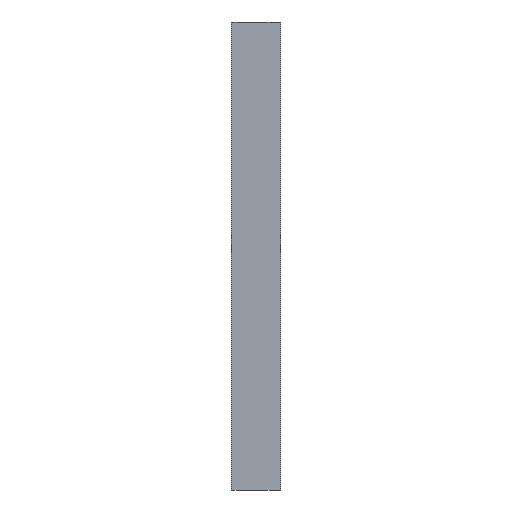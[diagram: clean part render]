
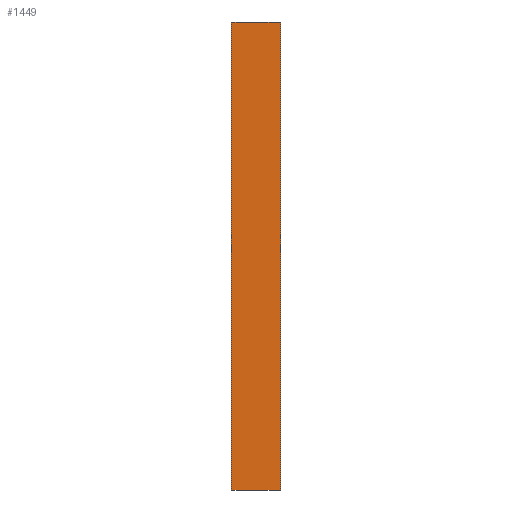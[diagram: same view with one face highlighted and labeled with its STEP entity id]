
A CAD part, left-side view. The second image highlights one B-rep face of the part: STEP entity #1449.
In plain terms, the highlighted planar face has unit normal (-1, 0, 0).
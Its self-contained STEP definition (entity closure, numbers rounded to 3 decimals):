
#4 = EDGE_CURVE ( 'NONE', #220, #940, #1623, .T. ) ;
#63 = CARTESIAN_POINT ( 'NONE',  ( -20.5, 0., 0. ) ) ;
#80 = ORIENTED_EDGE ( 'NONE', *, *, #284, .T. ) ;
#152 = CARTESIAN_POINT ( 'NONE',  ( -20.5, 18.5, 200. ) ) ;
#160 = VECTOR ( 'NONE', #821, 1000. ) ;
#220 = VERTEX_POINT ( 'NONE', #1836 ) ;
#247 = ORIENTED_EDGE ( 'NONE', *, *, #961, .T. ) ;
#252 = DIRECTION ( 'NONE',  ( 0., 1., 0. ) ) ;
#263 = CARTESIAN_POINT ( 'NONE',  ( -20.5, 4.5, 200. ) ) ;
#264 = DIRECTION ( 'NONE',  ( 0., 0., -1. ) ) ;
#284 = EDGE_CURVE ( 'NONE', #1077, #220, #1871, .T. ) ;
#288 = FACE_OUTER_BOUND ( 'NONE', #675, .T. ) ;
#316 = VECTOR ( 'NONE', #2054, 1000. ) ;
#336 = EDGE_CURVE ( 'NONE', #1077, #1974, #1553, .T. ) ;
#349 = VERTEX_POINT ( 'NONE', #1579 ) ;
#392 = CARTESIAN_POINT ( 'NONE',  ( -20.5, 4.5, 200. ) ) ;
#431 = VERTEX_POINT ( 'NONE', #772 ) ;
#448 = ORIENTED_EDGE ( 'NONE', *, *, #1201, .F. ) ;
#461 = LINE ( 'NONE', #521, #160 ) ;
#521 = CARTESIAN_POINT ( 'NONE',  ( -20.5, 0., 200. ) ) ;
#542 = DIRECTION ( 'NONE',  ( 0., -1., 0. ) ) ;
#566 = CARTESIAN_POINT ( 'NONE',  ( -20.5, 4.5, 200. ) ) ;
#585 = ORIENTED_EDGE ( 'NONE', *, *, #773, .F. ) ;
#602 = VECTOR ( 'NONE', #812, 1000. ) ;
#644 = DIRECTION ( 'NONE',  ( 0., -1., 0. ) ) ;
#646 = EDGE_CURVE ( 'NONE', #349, #431, #953, .T. ) ;
#648 = VECTOR ( 'NONE', #252, 1000. ) ;
#656 = ORIENTED_EDGE ( 'NONE', *, *, #745, .F. ) ;
#675 = EDGE_LOOP ( 'NONE', ( #247, #1999, #448, #585, #1759, #80, #1019, #656 ) ) ;
#745 = EDGE_CURVE ( 'NONE', #2064, #940, #2039, .T. ) ;
#772 = CARTESIAN_POINT ( 'NONE',  ( -20.5, 0., 0. ) ) ;
#773 = EDGE_CURVE ( 'NONE', #1974, #1296, #1989, .T. ) ;
#812 = DIRECTION ( 'NONE',  ( 0., 0., -1. ) ) ;
#821 = DIRECTION ( 'NONE',  ( 0., 0., -1. ) ) ;
#921 = DIRECTION ( 'NONE',  ( 1., 0., 0. ) ) ;
#940 = VERTEX_POINT ( 'NONE', #1578 ) ;
#953 = LINE ( 'NONE', #63, #2014 ) ;
#961 = EDGE_CURVE ( 'NONE', #2064, #349, #2061, .T. ) ;
#1008 = VECTOR ( 'NONE', #2010, 1000. ) ;
#1019 = ORIENTED_EDGE ( 'NONE', *, *, #4, .T. ) ;
#1022 = CARTESIAN_POINT ( 'NONE',  ( -20.5, 0., 200. ) ) ;
#1077 = VERTEX_POINT ( 'NONE', #152 ) ;
#1201 = EDGE_CURVE ( 'NONE', #1296, #431, #461, .T. ) ;
#1235 = CARTESIAN_POINT ( 'NONE',  ( -20.5, 21., 200. ) ) ;
#1245 = CARTESIAN_POINT ( 'NONE',  ( -20.5, 4.5, 200. ) ) ;
#1296 = VERTEX_POINT ( 'NONE', #1022 ) ;
#1311 = CARTESIAN_POINT ( 'NONE',  ( -20.5, 21., 200. ) ) ;
#1385 = CARTESIAN_POINT ( 'NONE',  ( -20.5, 18.5, 0. ) ) ;
#1449 = ADVANCED_FACE ( 'NONE', ( #288 ), #1547, .F. ) ;
#1504 = AXIS2_PLACEMENT_3D ( 'NONE', #1245, #921, #264 ) ;
#1547 = PLANE ( 'NONE',  #1504 ) ;
#1553 = LINE ( 'NONE', #263, #316 ) ;
#1578 = CARTESIAN_POINT ( 'NONE',  ( -20.5, 21., 0. ) ) ;
#1579 = CARTESIAN_POINT ( 'NONE',  ( -20.5, 4.5, 0. ) ) ;
#1617 = VECTOR ( 'NONE', #1824, 1000. ) ;
#1623 = LINE ( 'NONE', #1311, #602 ) ;
#1672 = CARTESIAN_POINT ( 'NONE',  ( -20.5, 4.5, 0. ) ) ;
#1759 = ORIENTED_EDGE ( 'NONE', *, *, #336, .F. ) ;
#1824 = DIRECTION ( 'NONE',  ( 0., 1., 0. ) ) ;
#1836 = CARTESIAN_POINT ( 'NONE',  ( -20.5, 21., 200. ) ) ;
#1871 = LINE ( 'NONE', #1235, #648 ) ;
#1914 = VECTOR ( 'NONE', #644, 1000. ) ;
#1933 = CARTESIAN_POINT ( 'NONE',  ( -20.5, 4.5, 0. ) ) ;
#1974 = VERTEX_POINT ( 'NONE', #392 ) ;
#1989 = LINE ( 'NONE', #566, #1008 ) ;
#1999 = ORIENTED_EDGE ( 'NONE', *, *, #646, .T. ) ;
#2010 = DIRECTION ( 'NONE',  ( 0., -1., 0. ) ) ;
#2014 = VECTOR ( 'NONE', #542, 1000. ) ;
#2039 = LINE ( 'NONE', #1672, #1617 ) ;
#2054 = DIRECTION ( 'NONE',  ( 0., -1., 0. ) ) ;
#2061 = LINE ( 'NONE', #1933, #1914 ) ;
#2064 = VERTEX_POINT ( 'NONE', #1385 ) ;
